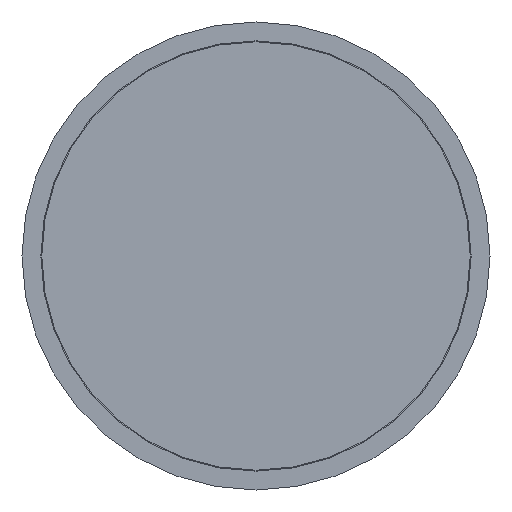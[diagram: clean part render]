
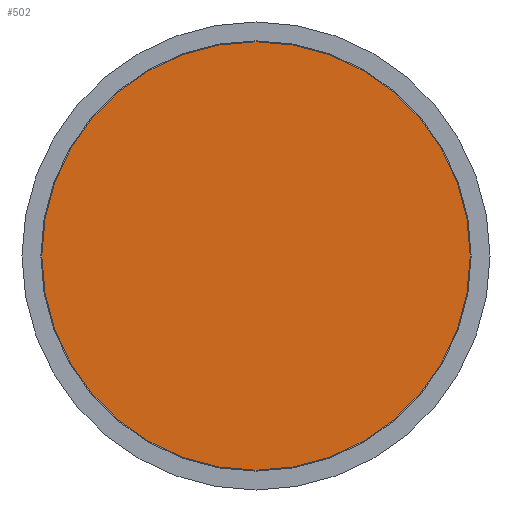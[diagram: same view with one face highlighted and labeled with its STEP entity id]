
A CAD part, front view. The second image highlights one B-rep face of the part: STEP entity #502.
In plain terms, the highlighted planar face has unit normal (0, -1, 0).
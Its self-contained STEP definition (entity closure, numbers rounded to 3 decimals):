
#97 = AXIS2_PLACEMENT_3D ( 'NONE', #665, #975, #182 ) ;
#182 = DIRECTION ( 'NONE',  ( 0., 0., -1. ) ) ;
#351 = VERTEX_POINT ( 'NONE', #368 ) ;
#368 = CARTESIAN_POINT ( 'NONE',  ( 0., 0., -56.75 ) ) ;
#376 = AXIS2_PLACEMENT_3D ( 'NONE', #810, #979, #992 ) ;
#493 = EDGE_CURVE ( 'NONE', #351, #351, #614, .T. ) ;
#502 = ADVANCED_FACE ( 'NONE', ( #807 ), #729, .F. ) ;
#580 = ORIENTED_EDGE ( 'NONE', *, *, #493, .T. ) ;
#614 = CIRCLE ( 'NONE', #97, 56.75 ) ;
#665 = CARTESIAN_POINT ( 'NONE',  ( 0., 0., 0. ) ) ;
#729 = PLANE ( 'NONE',  #376 ) ;
#787 = EDGE_LOOP ( 'NONE', ( #580 ) ) ;
#807 = FACE_OUTER_BOUND ( 'NONE', #787, .T. ) ;
#810 = CARTESIAN_POINT ( 'NONE',  ( -56.75, 0., 0. ) ) ;
#975 = DIRECTION ( 'NONE',  ( 0., -1., 0. ) ) ;
#979 = DIRECTION ( 'NONE',  ( 0., 1., 0. ) ) ;
#992 = DIRECTION ( 'NONE',  ( 0., 0., 1. ) ) ;
